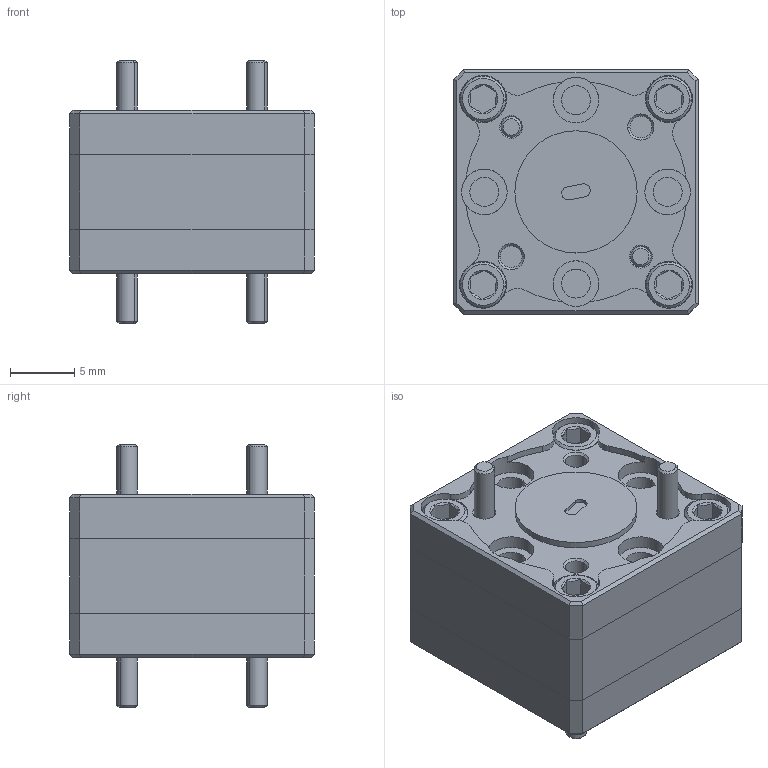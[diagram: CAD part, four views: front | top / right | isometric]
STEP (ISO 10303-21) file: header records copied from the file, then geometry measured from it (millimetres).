
FILE_DESCRIPTION (( 'STEP AP214' ), '1' );
FILE_NAME ('TF-SF-A-C-0.5.STEP', '2023-02-14T17:43:15', ( '' ), ( '' ), 'SwSTEP 2.0', 'SolidWorks 2021', '' );
FILE_SCHEMA (( 'AUTOMOTIVE_DESIGN' ));
Length unit declared in the file: inch
Products named in the file (1): TF-SF-A-C-0.5
Bounding box: 19.05 x 19.05 x 20.47 mm (x, y, z)
Volume: 4183.8 mm3; surface area: 4192.3 mm2
Topology: 15 solids, 15 shells, 454 faces, 1030 edges, 628 vertices
Faces by surface type: cylinder 170, plane 164, cone 120
Entity records: 19064 total; most frequent: CARTESIAN_POINT 2425, DIRECTION 2376, ORIENTED_EDGE 2060, EDGE_CURVE 1030, AXIS2_PLACEMENT_3D 947, VERTEX_POINT 628, EDGE_LOOP 524, CIRCLE 492
